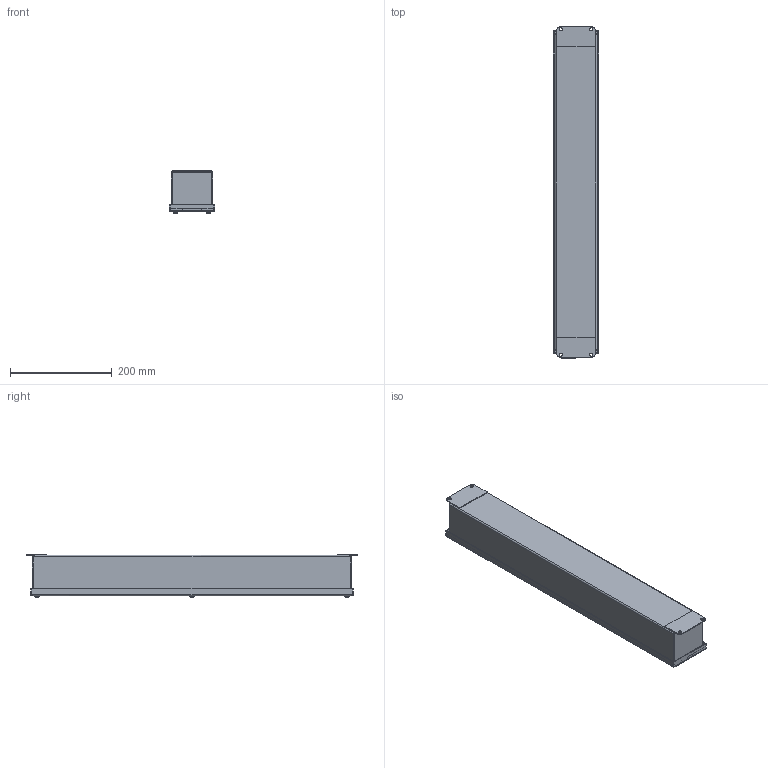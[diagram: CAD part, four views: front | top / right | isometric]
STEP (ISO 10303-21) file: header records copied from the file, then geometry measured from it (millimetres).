
FILE_DESCRIPTION(/* description */ ('25.01X3.25 LID'),/* implementation_level */ '2;1');
FILE_NAME(/* name */ 'PB10.stp',/* time_stamp */ '2017-01-30T20:25:25+06:00',/* author */ ('mgunasekar'),/* organization */ (''),/* preprocessor_version */ 'ST-DEVELOPER v16.1',/* originating_system */ 'Autodesk Inventor 2016',/* authorisation */ '');
FILE_SCHEMA (('AUTOMOTIVE_DESIGN { 1 0 10303 214 3 1 1 }'));
Length unit declared in the file: inch
Products named in the file (11): PB10LID; 39077; PB_corner gasket; 22.75; 1.25; 372163; PB10BKP; 34984; 38837; 3487; PB10
Assembly tree (32 placements, depth 2):
  PB10
    PB10LID
    39077  x6
    PB_corner gasket  x4
    22.75  x2
    1.25  x2
    372163  x6
    PB10BKP
    34984  x6
    38837  x2
    3487  x2
Bounding box: 90.42 x 654.05 x 84.98 mm (x, y, z)
Volume: 521545.1 mm3; surface area: 527694.6 mm2
Topology: 32 solids, 32 shells, 840 faces, 2132 edges, 1376 vertices
Faces by surface type: plane 506, cylinder 176, cone 98, torus 34, bspline 20, sphere 6
Full cylindrical faces by diameter (mm): 3.962 x6, 4.826 x8, 4.978 x6, 6.299 x6, 6.35 x6, 6.528 x6, 7.061 x6, 7.137 x6, 7.95 x4, 9.474 x6, 10.312 x6, 11.506 x6
Entity records: 14681 total; most frequent: CARTESIAN_POINT 3380, ORIENTED_EDGE 2192, DIRECTION 2161, EDGE_CURVE 1096, LINE 781, VECTOR 781, VERTEX_POINT 717, AXIS2_PLACEMENT_3D 690
